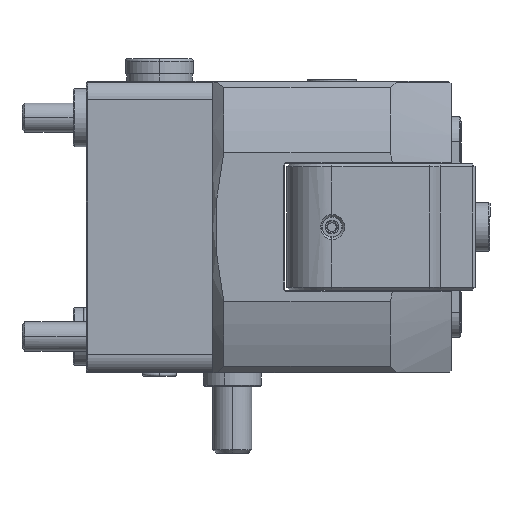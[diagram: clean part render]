
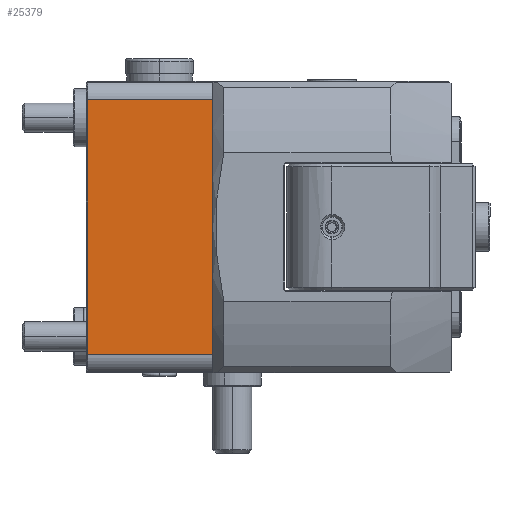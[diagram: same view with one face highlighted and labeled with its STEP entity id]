
A CAD part, left-side view. The second image highlights one B-rep face of the part: STEP entity #25379.
In plain terms, the highlighted planar face has unit normal (-1, 0, 0).
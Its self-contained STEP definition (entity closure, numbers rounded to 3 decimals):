
#832 = VERTEX_POINT ( 'NONE', #137612 ) ;
#1231 = CARTESIAN_POINT ( 'NONE',  ( -50., -26., -26.191 ) ) ;
#1823 = PLANE ( 'NONE',  #103569 ) ;
#7450 = ORIENTED_EDGE ( 'NONE', *, *, #130540, .T. ) ;
#16442 = CARTESIAN_POINT ( 'NONE',  ( -50., -0.25, 26.191 ) ) ;
#25048 = VERTEX_POINT ( 'NONE', #16442 ) ;
#25379 = ADVANCED_FACE ( 'NONE', ( #93759 ), #1823, .F. ) ;
#25692 = VECTOR ( 'NONE', #106681, 1000. ) ;
#26522 = CARTESIAN_POINT ( 'NONE',  ( -50., -26., 26.191 ) ) ;
#39729 = CARTESIAN_POINT ( 'NONE',  ( -50., 0., 26.191 ) ) ;
#46422 = VECTOR ( 'NONE', #65993, 1000. ) ;
#47347 = DIRECTION ( 'NONE',  ( 0., 0., -1. ) ) ;
#47934 = EDGE_LOOP ( 'NONE', ( #79279, #7450, #99498, #61687 ) ) ;
#61687 = ORIENTED_EDGE ( 'NONE', *, *, #69938, .F. ) ;
#64563 = VECTOR ( 'NONE', #85359, 1000. ) ;
#65831 = EDGE_CURVE ( 'NONE', #76248, #832, #67725, .T. ) ;
#65993 = DIRECTION ( 'NONE',  ( 0., 0., -1. ) ) ;
#67725 = LINE ( 'NONE', #1231, #82658 ) ;
#69938 = EDGE_CURVE ( 'NONE', #87874, #832, #126950, .T. ) ;
#71266 = EDGE_CURVE ( 'NONE', #87874, #25048, #108516, .T. ) ;
#76248 = VERTEX_POINT ( 'NONE', #138015 ) ;
#79279 = ORIENTED_EDGE ( 'NONE', *, *, #71266, .T. ) ;
#79444 = LINE ( 'NONE', #125027, #46422 ) ;
#82658 = VECTOR ( 'NONE', #90170, 1000. ) ;
#85359 = DIRECTION ( 'NONE',  ( 0., 1., 0. ) ) ;
#87874 = VERTEX_POINT ( 'NONE', #26522 ) ;
#90170 = DIRECTION ( 'NONE',  ( 0., -1., 0. ) ) ;
#92260 = CARTESIAN_POINT ( 'NONE',  ( -50., 0., 30. ) ) ;
#93759 = FACE_OUTER_BOUND ( 'NONE', #47934, .T. ) ;
#99498 = ORIENTED_EDGE ( 'NONE', *, *, #65831, .T. ) ;
#103569 = AXIS2_PLACEMENT_3D ( 'NONE', #92260, #128865, #47347 ) ;
#106681 = DIRECTION ( 'NONE',  ( 0., 0., -1. ) ) ;
#108516 = LINE ( 'NONE', #39729, #64563 ) ;
#117907 = CARTESIAN_POINT ( 'NONE',  ( -50., -26., 30. ) ) ;
#125027 = CARTESIAN_POINT ( 'NONE',  ( -50., -0.25, 30. ) ) ;
#126950 = LINE ( 'NONE', #117907, #25692 ) ;
#128865 = DIRECTION ( 'NONE',  ( 1., 0., 0. ) ) ;
#130540 = EDGE_CURVE ( 'NONE', #25048, #76248, #79444, .T. ) ;
#137612 = CARTESIAN_POINT ( 'NONE',  ( -50., -26., -26.191 ) ) ;
#138015 = CARTESIAN_POINT ( 'NONE',  ( -50., -0.25, -26.191 ) ) ;
